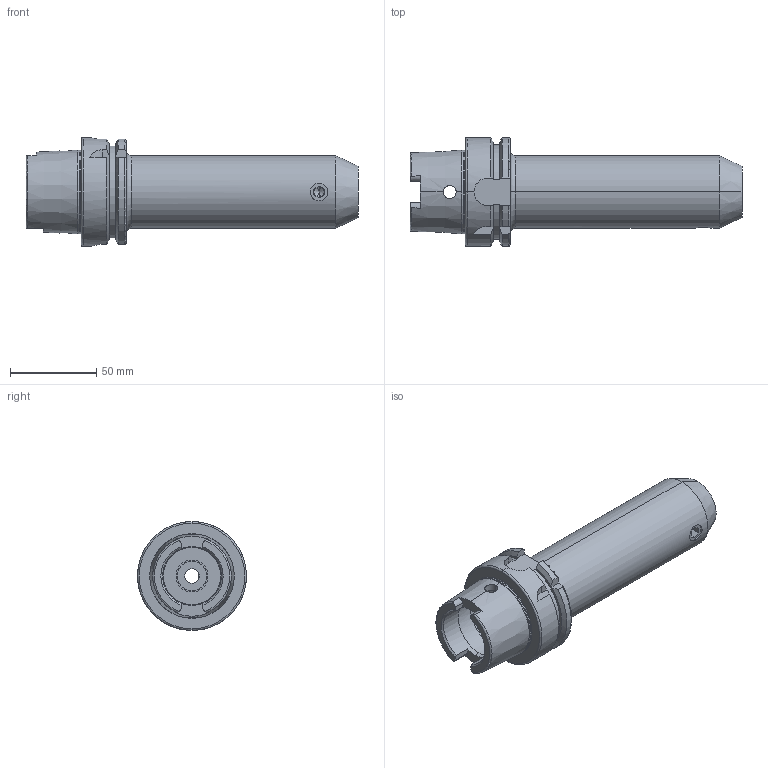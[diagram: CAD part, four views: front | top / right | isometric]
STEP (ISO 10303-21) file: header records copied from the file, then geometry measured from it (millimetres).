
FILE_DESCRIPTION (( 'STEP AP203' ), '1' );
FILE_NAME ('S.A63.0212.160.STEP', '2018-07-13T22:06:54', ( '' ), ( '' ), 'SwSTEP 2.0', 'SolidWorks 2013', '' );
FILE_SCHEMA (( 'CONFIG_CONTROL_DESIGN' ));
Length unit declared in the file: millimetre
Products named in the file (1): S.A63.0212.160
Bounding box: 192 x 63 x 63 mm (x, y, z)
Volume: 253197 mm3; surface area: 44287.5 mm2
Topology: 2 solids, 2 shells, 139 faces, 355 edges, 221 vertices
Faces by surface type: cylinder 49, plane 49, cone 24, torus 17
Entity records: 4862 total; most frequent: CARTESIAN_POINT 1412, DIRECTION 722, ORIENTED_EDGE 702, EDGE_CURVE 351, AXIS2_PLACEMENT_3D 284, VERTEX_POINT 221, VECTOR 154, LINE 154
